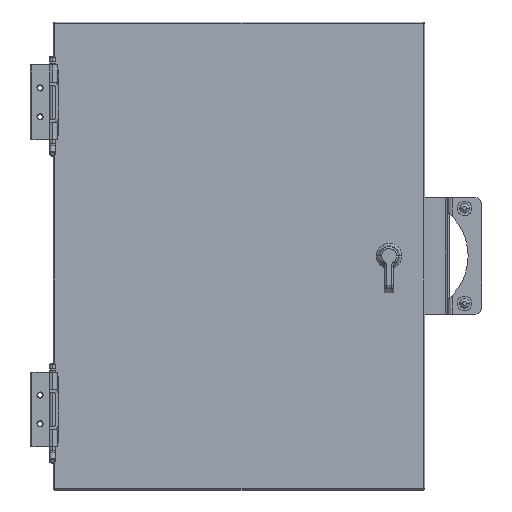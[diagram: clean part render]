
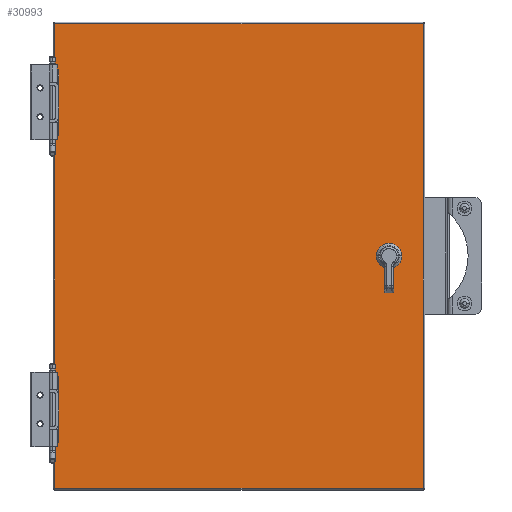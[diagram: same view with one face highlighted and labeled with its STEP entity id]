
A CAD part, top view. The second image highlights one B-rep face of the part: STEP entity #30993.
In plain terms, the highlighted planar face has unit normal (0, 0, 1).
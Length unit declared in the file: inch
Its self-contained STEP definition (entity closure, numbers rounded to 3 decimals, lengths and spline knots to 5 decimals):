
#427 = VERTEX_POINT ( 'NONE', #2463 ) ;
#1129 = AXIS2_PLACEMENT_3D ( 'NONE', #5662, #27927, #10807 ) ;
#2095 = VECTOR ( 'NONE', #35876, 39.37008 ) ;
#2463 = CARTESIAN_POINT ( 'NONE',  ( 6.2915, -7.94, 0. ) ) ;
#3273 = LINE ( 'NONE', #8779, #18592 ) ;
#3369 = EDGE_CURVE ( 'NONE', #11311, #427, #18931, .T. ) ;
#5495 = FACE_OUTER_BOUND ( 'NONE', #31792, .T. ) ;
#5662 = CARTESIAN_POINT ( 'NONE',  ( 0., 0., 0. ) ) ;
#8251 = VERTEX_POINT ( 'NONE', #12308 ) ;
#8325 = VECTOR ( 'NONE', #27286, 39.37008 ) ;
#8613 = PLANE ( 'NONE',  #1129 ) ;
#8779 = CARTESIAN_POINT ( 'NONE',  ( 6.2915, 0., 0. ) ) ;
#10807 = DIRECTION ( 'NONE',  ( 1., 0., 0. ) ) ;
#11311 = VERTEX_POINT ( 'NONE', #14604 ) ;
#12308 = CARTESIAN_POINT ( 'NONE',  ( -6.2915, 7.94, 0. ) ) ;
#12710 = LINE ( 'NONE', #34977, #8325 ) ;
#12736 = CARTESIAN_POINT ( 'NONE',  ( 0., 7.94, 0. ) ) ;
#14455 = VECTOR ( 'NONE', #23881, 39.37008 ) ;
#14604 = CARTESIAN_POINT ( 'NONE',  ( -6.2915, -7.94, 0. ) ) ;
#16542 = ORIENTED_EDGE ( 'NONE', *, *, #18642, .T. ) ;
#18592 = VECTOR ( 'NONE', #19906, 39.37008 ) ;
#18642 = EDGE_CURVE ( 'NONE', #8251, #11311, #12710, .T. ) ;
#18931 = LINE ( 'NONE', #30038, #2095 ) ;
#19906 = DIRECTION ( 'NONE',  ( 0., 1., 0. ) ) ;
#21329 = LINE ( 'NONE', #12736, #14455 ) ;
#23881 = DIRECTION ( 'NONE',  ( -1., 0., 0. ) ) ;
#25037 = ORIENTED_EDGE ( 'NONE', *, *, #3369, .T. ) ;
#27286 = DIRECTION ( 'NONE',  ( 0., -1., 0. ) ) ;
#27743 = CARTESIAN_POINT ( 'NONE',  ( 6.2915, 7.94, 0. ) ) ;
#27927 = DIRECTION ( 'NONE',  ( 0., 0., 1. ) ) ;
#29269 = ORIENTED_EDGE ( 'NONE', *, *, #32417, .T. ) ;
#30038 = CARTESIAN_POINT ( 'NONE',  ( 0., -7.94, 0. ) ) ;
#30061 = VERTEX_POINT ( 'NONE', #27743 ) ;
#30155 = EDGE_CURVE ( 'NONE', #427, #30061, #3273, .T. ) ;
#30993 = ADVANCED_FACE ( 'NONE', ( #5495 ), #8613, .T. ) ;
#31516 = ORIENTED_EDGE ( 'NONE', *, *, #30155, .T. ) ;
#31792 = EDGE_LOOP ( 'NONE', ( #31516, #29269, #16542, #25037 ) ) ;
#32417 = EDGE_CURVE ( 'NONE', #30061, #8251, #21329, .T. ) ;
#34977 = CARTESIAN_POINT ( 'NONE',  ( -6.2915, 0., 0. ) ) ;
#35876 = DIRECTION ( 'NONE',  ( 1., 0., 0. ) ) ;
